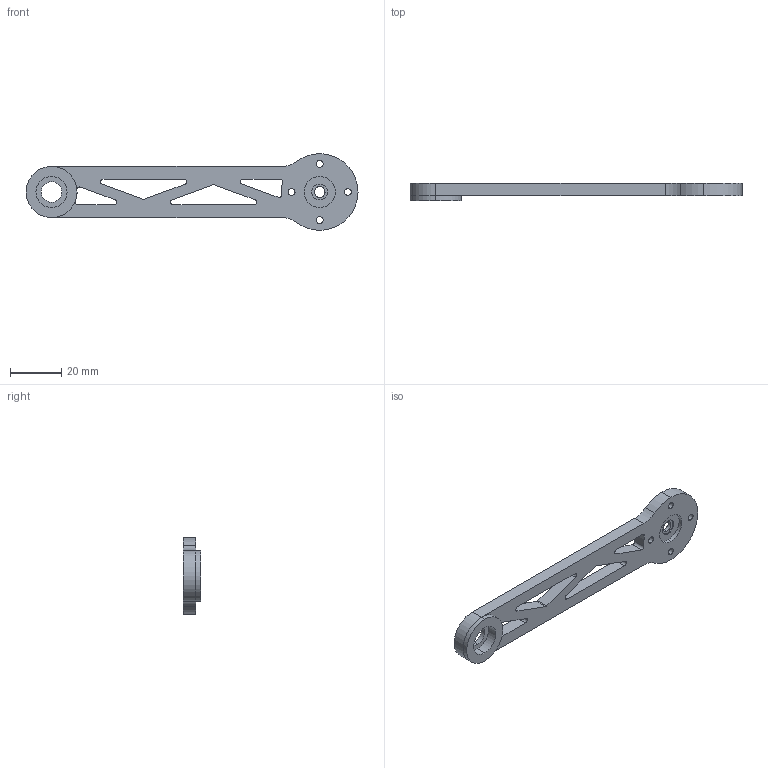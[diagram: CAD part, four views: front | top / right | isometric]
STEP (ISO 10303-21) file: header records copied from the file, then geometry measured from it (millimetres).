
FILE_DESCRIPTION (( 'STEP AP214' ), '1' );
FILE_NAME ('苤虯X4.STEP', '2023-11-20T11:23:41', ( '' ), ( '' ), 'SwSTEP 2.0', 'SolidWorks 2024', '' );
FILE_SCHEMA (( 'AUTOMOTIVE_DESIGN' ));
Length unit declared in the file: millimetre
Products named in the file (1): 小腿X4
Bounding box: 130 x 7 x 30 mm (x, y, z)
Volume: 10388 mm3; surface area: 8247.1 mm2
Topology: 2 solids, 2 shells, 81 faces, 204 edges, 136 vertices
Faces by surface type: cylinder 56, plane 25
Entity records: 2566 total; most frequent: DIRECTION 480, CARTESIAN_POINT 422, ORIENTED_EDGE 408, EDGE_CURVE 204, AXIS2_PLACEMENT_3D 194, VERTEX_POINT 136, EDGE_LOOP 112, CIRCLE 112
